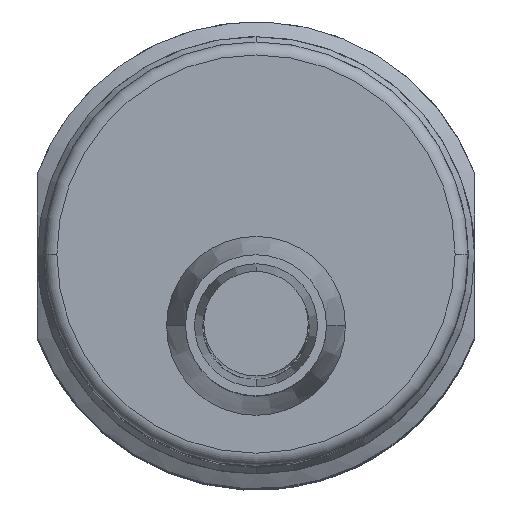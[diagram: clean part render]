
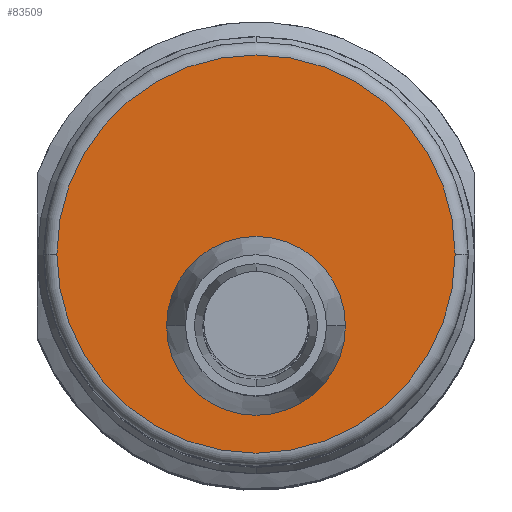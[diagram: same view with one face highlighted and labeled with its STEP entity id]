
A CAD part, top view. The second image highlights one B-rep face of the part: STEP entity #83509.
In plain terms, the highlighted planar face has unit normal (0, 0, 1).
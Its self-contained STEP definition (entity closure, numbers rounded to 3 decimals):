
#82327=CARTESIAN_POINT('',(0.,0.,2.));
#82328=DIRECTION('',(0.,0.,1.));
#82329=DIRECTION('',(0.,-1.,0.));
#82330=AXIS2_PLACEMENT_3D('',#82327,#82328,#82329);
#82332=CARTESIAN_POINT('',(0.,0.,2.));
#82333=DIRECTION('',(0.,0.,1.));
#82334=DIRECTION('',(0.,1.,0.));
#82335=AXIS2_PLACEMENT_3D('',#82332,#82333,#82334);
#82337=CARTESIAN_POINT('',(-2.75,0.,2.));
#82338=DIRECTION('',(0.,0.,1.));
#82339=DIRECTION('',(0.,-1.,0.));
#82340=AXIS2_PLACEMENT_3D('',#82337,#82338,#82339);
#82342=CARTESIAN_POINT('',(-2.75,0.,2.));
#82343=DIRECTION('',(0.,0.,1.));
#82344=DIRECTION('',(0.,1.,0.));
#82345=AXIS2_PLACEMENT_3D('',#82342,#82343,#82344);
#83145=CARTESIAN_POINT('',(0.,-7.625,2.));
#83146=CARTESIAN_POINT('',(0.,7.625,2.));
#83147=VERTEX_POINT('',#83145);
#83148=VERTEX_POINT('',#83146);
#83263=CARTESIAN_POINT('',(-2.75,-2.815,2.));
#83264=CARTESIAN_POINT('',(-2.75,2.815,2.));
#83265=VERTEX_POINT('',#83263);
#83266=VERTEX_POINT('',#83264);
#83493=CARTESIAN_POINT('',(0.,0.,2.));
#83494=DIRECTION('',(0.,0.,1.));
#83495=DIRECTION('',(0.,1.,0.));
#83496=AXIS2_PLACEMENT_3D('',#83493,#83494,#83495);
#83497=PLANE('',#83496);
#83499=ORIENTED_EDGE('',*,*,#83498,.F.);
#83501=ORIENTED_EDGE('',*,*,#83500,.F.);
#83502=EDGE_LOOP('',(#83499,#83501));
#83503=FACE_OUTER_BOUND('',#83502,.F.);
#83504=ORIENTED_EDGE('',*,*,#83483,.T.);
#83506=ORIENTED_EDGE('',*,*,#83505,.T.);
#83507=EDGE_LOOP('',(#83504,#83506));
#83508=FACE_BOUND('',#83507,.F.);
#83509=ADVANCED_FACE('',(#83503,#83508),#83497,.T.);
#82331=CIRCLE('',#82330,7.625);
#82336=CIRCLE('',#82335,7.625);
#82341=CIRCLE('',#82340,2.815);
#82346=CIRCLE('',#82345,2.815);
#83483=EDGE_CURVE('',#83265,#83266,#82341,.T.);
#83498=EDGE_CURVE('',#83147,#83148,#82331,.T.);
#83500=EDGE_CURVE('',#83148,#83147,#82336,.T.);
#83505=EDGE_CURVE('',#83266,#83265,#82346,.T.);
